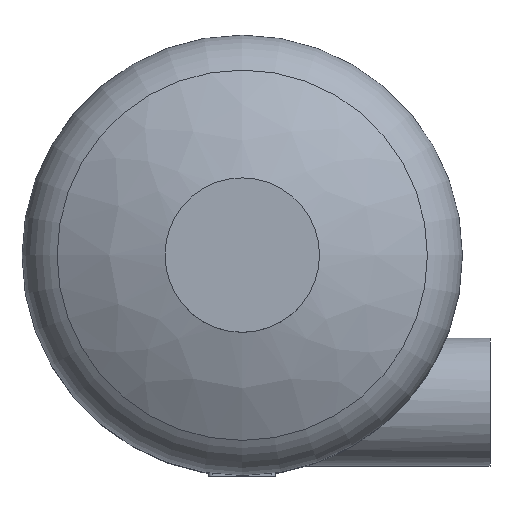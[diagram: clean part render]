
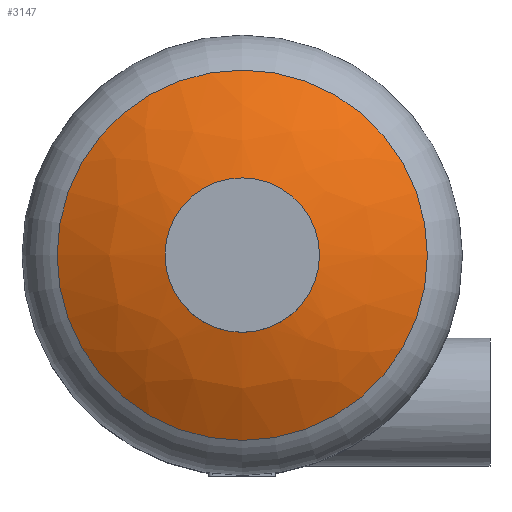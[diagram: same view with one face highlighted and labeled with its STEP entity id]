
A CAD part, top view. The second image highlights one B-rep face of the part: STEP entity #3147.
In plain terms, the highlighted free-form (B-spline) face has degree [2, 2] with [3, 9] control points.
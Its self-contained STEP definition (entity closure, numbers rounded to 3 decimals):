
#646=(
BOUNDED_CURVE()
B_SPLINE_CURVE(2,(#4953,#4954,#4955),.UNSPECIFIED.,.F.,.F.)
B_SPLINE_CURVE_WITH_KNOTS((3,3),(-1.35,-1.019),
 .UNSPECIFIED.)
CURVE()
GEOMETRIC_REPRESENTATION_ITEM()
RATIONAL_B_SPLINE_CURVE((1.,0.986,1.))
REPRESENTATION_ITEM($)
);
#648=(
BOUNDED_SURFACE()
B_SPLINE_SURFACE(2,2,((#4926,#4927,#4928,#4929,#4930,#4931,#4932,#4933,
#4934),(#4935,#4936,#4937,#4938,#4939,#4940,#4941,#4942,#4943),(#4944,#4945,
#4946,#4947,#4948,#4949,#4950,#4951,#4952)),.UNSPECIFIED.,.F.,.T.,.F.)
B_SPLINE_SURFACE_WITH_KNOTS((3,3),(3,2,2,2,3),(1.019,1.35),
(-3.142,-1.571,0.,1.571,3.142),
 .UNSPECIFIED.)
GEOMETRIC_REPRESENTATION_ITEM()
RATIONAL_B_SPLINE_SURFACE(((1.,0.707,1.,0.707,1.,
0.707,1.,0.707,1.),(0.986,0.697,
0.986,0.697,0.986,0.697,0.986,
0.697,0.986),(1.,0.707,1.,0.707,
1.,0.707,1.,0.707,1.)))
REPRESENTATION_ITEM($)
SURFACE()
);
#777=FACE_OUTER_BOUND($,#970,.T.);
#970=EDGE_LOOP($,(#2137,#2138,#2139,#2140,#2141,#2142));
#1147=CIRCLE($,#3341,84.15);
#1148=CIRCLE($,#3342,84.15);
#1159=CIRCLE($,#3362,201.805);
#1160=CIRCLE($,#3363,201.805);
#1312=VERTEX_POINT($,#4859);
#1313=VERTEX_POINT($,#4860);
#1324=VERTEX_POINT($,#4922);
#1325=VERTEX_POINT($,#4923);
#1633=EDGE_CURVE($,#1312,#1313,#1147,.T.);
#1634=EDGE_CURVE($,#1313,#1312,#1148,.T.);
#1646=EDGE_CURVE($,#1324,#1325,#1159,.T.);
#1647=EDGE_CURVE($,#1325,#1324,#1160,.T.);
#1648=EDGE_CURVE($,#1313,#1325,#646,.T.);
#2137=ORIENTED_EDGE($,*,*,#1633,.T.);
#2138=ORIENTED_EDGE($,*,*,#1648,.T.);
#2139=ORIENTED_EDGE($,*,*,#1647,.T.);
#2140=ORIENTED_EDGE($,*,*,#1646,.T.);
#2141=ORIENTED_EDGE($,*,*,#1648,.F.);
#2142=ORIENTED_EDGE($,*,*,#1634,.T.);
#3147=ADVANCED_FACE($,(#777),#648,.F.);
#3341=AXIS2_PLACEMENT_3D($,#4861,#3693,#3694);
#3342=AXIS2_PLACEMENT_3D($,#4862,#3695,#3696);
#3362=AXIS2_PLACEMENT_3D($,#4924,#3735,#3736);
#3363=AXIS2_PLACEMENT_3D($,#4925,#3737,#3738);
#3693=DIRECTION('center_axis',(0.,0.,
-1.));
#3694=DIRECTION('ref_axis',(-1.,0.,0.));
#3695=DIRECTION('center_axis',(0.,0.,
-1.));
#3696=DIRECTION('ref_axis',(-1.,0.,0.));
#3735=DIRECTION('center_axis',(0.,0.,
1.));
#3736=DIRECTION('ref_axis',(-1.,0.,0.));
#3737=DIRECTION('center_axis',(0.,0.,
1.));
#3738=DIRECTION('ref_axis',(-1.,0.,0.));
#4859=CARTESIAN_POINT('',(84.15,0.,653.612));
#4860=CARTESIAN_POINT('',(0.,84.15,653.612));
#4861=CARTESIAN_POINT('Origin',(0.,0.,
653.612));
#4862=CARTESIAN_POINT('Origin',(0.,0.,
653.612));
#4922=CARTESIAN_POINT('',(-201.805,0.,605.761));
#4923=CARTESIAN_POINT('',(0.,201.805,605.761));
#4924=CARTESIAN_POINT('Origin',(0.,0.,
605.761));
#4925=CARTESIAN_POINT('Origin',(0.,0.,
605.761));
#4926=CARTESIAN_POINT('Ctrl Pts',(0.,201.805,
605.761));
#4927=CARTESIAN_POINT('Ctrl Pts',(-201.805,201.805,605.761));
#4928=CARTESIAN_POINT('Ctrl Pts',(-201.805,0.,
605.761));
#4929=CARTESIAN_POINT('Ctrl Pts',(-201.805,-201.805,605.761));
#4930=CARTESIAN_POINT('Ctrl Pts',(0.,-201.805,
605.761));
#4931=CARTESIAN_POINT('Ctrl Pts',(201.805,-201.805,605.761));
#4932=CARTESIAN_POINT('Ctrl Pts',(201.805,0.,
605.761));
#4933=CARTESIAN_POINT('Ctrl Pts',(201.805,201.805,605.761));
#4934=CARTESIAN_POINT('Ctrl Pts',(0.,201.805,
605.761));
#4935=CARTESIAN_POINT('Ctrl Pts',(0.,146.968,
639.499));
#4936=CARTESIAN_POINT('Ctrl Pts',(-146.968,146.968,639.499));
#4937=CARTESIAN_POINT('Ctrl Pts',(-146.968,0.,
639.499));
#4938=CARTESIAN_POINT('Ctrl Pts',(-146.968,-146.968,639.499));
#4939=CARTESIAN_POINT('Ctrl Pts',(0.,-146.968,
639.499));
#4940=CARTESIAN_POINT('Ctrl Pts',(146.968,-146.968,639.499));
#4941=CARTESIAN_POINT('Ctrl Pts',(146.968,0.,639.499));
#4942=CARTESIAN_POINT('Ctrl Pts',(146.968,146.968,639.499));
#4943=CARTESIAN_POINT('Ctrl Pts',(0.,146.968,
639.499));
#4944=CARTESIAN_POINT('Ctrl Pts',(0.,84.15,
653.612));
#4945=CARTESIAN_POINT('Ctrl Pts',(-84.15,84.15,653.612));
#4946=CARTESIAN_POINT('Ctrl Pts',(-84.15,0.,
653.612));
#4947=CARTESIAN_POINT('Ctrl Pts',(-84.15,-84.15,653.612));
#4948=CARTESIAN_POINT('Ctrl Pts',(0.,-84.15,653.612));
#4949=CARTESIAN_POINT('Ctrl Pts',(84.15,-84.15,653.612));
#4950=CARTESIAN_POINT('Ctrl Pts',(84.15,0.,653.612));
#4951=CARTESIAN_POINT('Ctrl Pts',(84.15,84.15,653.612));
#4952=CARTESIAN_POINT('Ctrl Pts',(0.,84.15,
653.612));
#4953=CARTESIAN_POINT('Ctrl Pts',(0.,84.15,
653.612));
#4954=CARTESIAN_POINT('Ctrl Pts',(0.,146.968,
639.499));
#4955=CARTESIAN_POINT('Ctrl Pts',(0.,201.805,
605.761));
